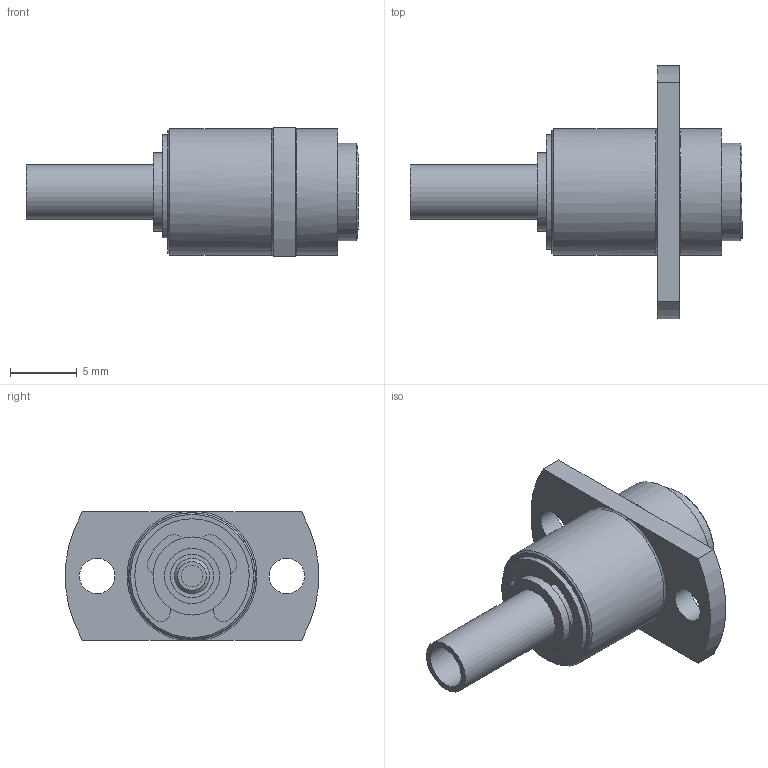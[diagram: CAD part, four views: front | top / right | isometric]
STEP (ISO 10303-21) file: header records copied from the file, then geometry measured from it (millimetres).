
FILE_DESCRIPTION (( 'STEP AP203' ), '1' );
FILE_NAME ('PE45321_3D.step', '2020-11-06T16:19:11', ( '' ), ( '' ), 'SwSTEP 2.0', 'SolidWorks 2018', '' );
FILE_SCHEMA (( 'CONFIG_CONTROL_DESIGN' ));
Length unit declared in the file: inch
Products named in the file (1): PE45321_3D
Bounding box: 24.85 x 18.95 x 9.6 mm (x, y, z)
Volume: 1110.6 mm3; surface area: 1564.9 mm2
Topology: 3 solids, 3 shells, 199 faces, 632 edges, 418 vertices
Faces by surface type: plane 103, cylinder 77, cone 8, bspline 7, torus 4
Full cylindrical faces by diameter (mm): 0.94 x1, 1.194 x1, 1.245 x1, 1.626 x1, 2.032 x1, 2.642 x1, 2.65 x2, 3.25 x1, 4.064 x1, 4.114 x1, 4.318 x1, 4.561 x1, 4.572 x1, 4.75 x1, 5.842 x2, 7.29 x1, 8.29 x1, 9.48 x2
Entity records: 7496 total; most frequent: CARTESIAN_POINT 2309, ORIENTED_EDGE 1196, DIRECTION 894, EDGE_CURVE 598, VERTEX_POINT 410, AXIS2_PLACEMENT_3D 351, EDGE_LOOP 246, B_SPLINE_CURVE_WITH_KNOTS 226
